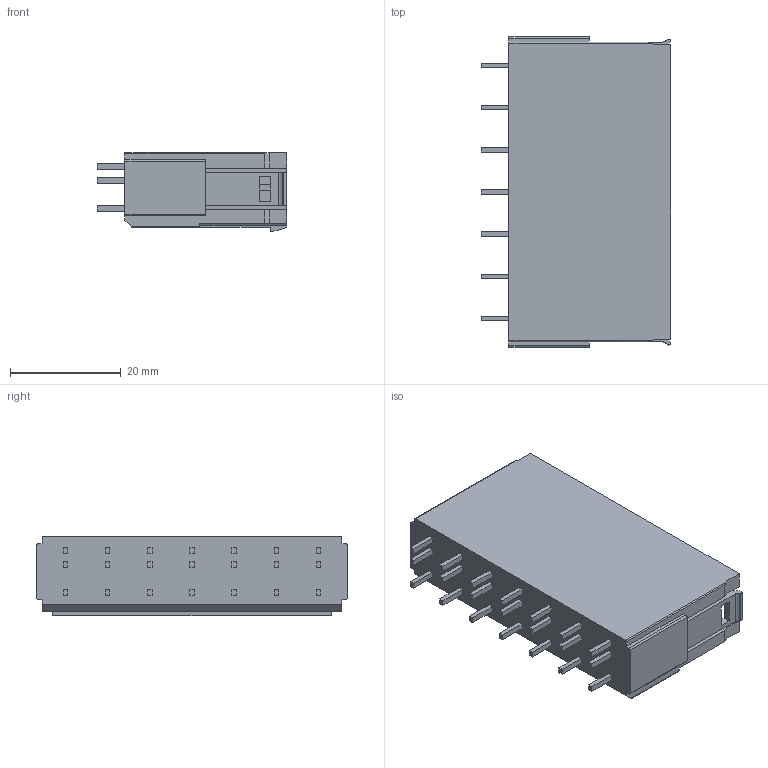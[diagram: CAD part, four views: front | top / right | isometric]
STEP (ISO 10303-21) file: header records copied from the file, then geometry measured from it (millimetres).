
FILE_DESCRIPTION((''),'2;1');
FILE_NAME('TLPHC-501V','2024-09-12T10:43:10',('sheji'),(''),'CREO PARAMETRIC BY PTC INC, 2018100','CREO PARAMETRIC BY PTC INC, 2018100','');
FILE_SCHEMA(('CONFIG_CONTROL_DESIGN'));
Length unit declared in the file: millimetre
Products named in the file (1): TLPHC-501V
Bounding box: 34.25 x 56.14 x 14.29 mm (x, y, z)
Volume: 13734.7 mm3; surface area: 11655.2 mm2
Topology: 1 solids, 1 shells, 591 faces, 1647 edges, 1098 vertices
Faces by surface type: plane 454, cylinder 137
Entity records: 18882 total; most frequent: CARTESIAN_POINT 3381, ORIENTED_EDGE 3294, DIRECTION 3087, EDGE_CURVE 1647, VECTOR 1373, LINE 1373, VERTEX_POINT 1098, AXIS2_PLACEMENT_3D 857
